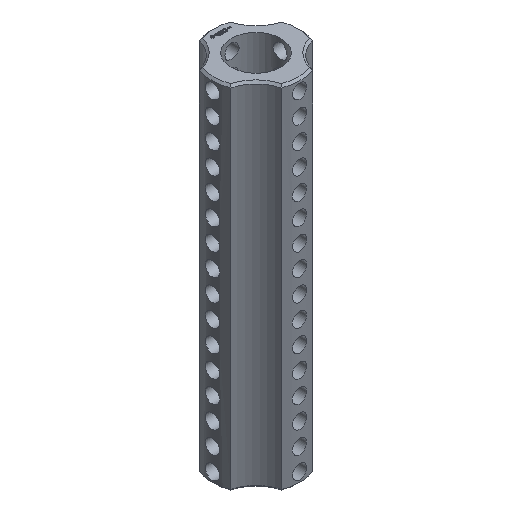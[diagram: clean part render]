
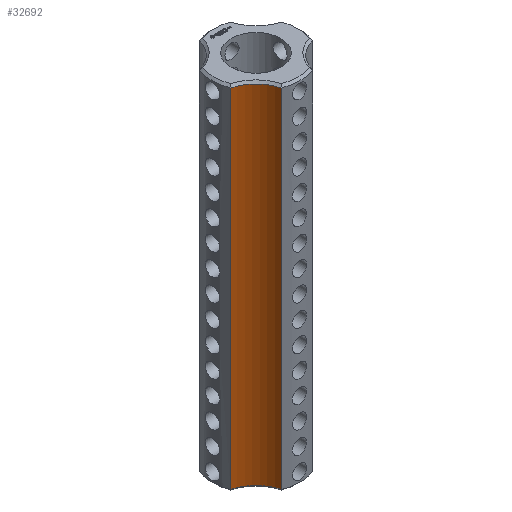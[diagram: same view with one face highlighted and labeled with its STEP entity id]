
A CAD part, isometric view. The second image highlights one B-rep face of the part: STEP entity #32692.
In plain terms, the highlighted cylindrical face has radius 5 mm (diameter 10 mm), a partial arc.
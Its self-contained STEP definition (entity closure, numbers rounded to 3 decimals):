
#3565 = CYLINDRICAL_SURFACE('',#3566,6.25);
#3566 = AXIS2_PLACEMENT_3D('',#3567,#3568,#3569);
#3567 = CARTESIAN_POINT('',(0.,0.,0.));
#3568 = DIRECTION('',(-0.,-0.,-1.));
#3569 = DIRECTION('',(1.,0.,0.));
#8054 = EDGE_CURVE('',#8055,#8057,#8059,.T.);
#8055 = VERTEX_POINT('',#8056);
#8056 = CARTESIAN_POINT('',(-2.225,-5.841,0.3));
#8057 = VERTEX_POINT('',#8058);
#8058 = CARTESIAN_POINT('',(-2.225,-5.841,49.7));
#8059 = SURFACE_CURVE('',#8060,(#8064,#8071),.PCURVE_S1.);
#8060 = LINE('',#8061,#8062);
#8061 = CARTESIAN_POINT('',(-2.225,-5.841,0.));
#8062 = VECTOR('',#8063,1.);
#8063 = DIRECTION('',(0.,0.,1.));
#8064 = PCURVE('',#3565,#8065);
#8065 = DEFINITIONAL_REPRESENTATION('',(#8066),#8070);
#8066 = LINE('',#8067,#8068);
#8067 = CARTESIAN_POINT('',(-4.348,0.));
#8068 = VECTOR('',#8069,1.);
#8069 = DIRECTION('',(-0.,-1.));
#8070 = ( GEOMETRIC_REPRESENTATION_CONTEXT(2) 
PARAMETRIC_REPRESENTATION_CONTEXT() REPRESENTATION_CONTEXT('2D SPACE',''
  ) );
#8071 = PCURVE('',#8072,#8077);
#8072 = CYLINDRICAL_SURFACE('',#8073,5.);
#8073 = AXIS2_PLACEMENT_3D('',#8074,#8075,#8076);
#8074 = CARTESIAN_POINT('',(-7.071,-7.071,0.));
#8075 = DIRECTION('',(-0.,-0.,-1.));
#8076 = DIRECTION('',(1.,0.,0.));
#8077 = DEFINITIONAL_REPRESENTATION('',(#8078),#8082);
#8078 = LINE('',#8079,#8080);
#8079 = CARTESIAN_POINT('',(-0.249,0.));
#8080 = VECTOR('',#8081,1.);
#8081 = DIRECTION('',(-0.,-1.));
#8082 = ( GEOMETRIC_REPRESENTATION_CONTEXT(2) 
PARAMETRIC_REPRESENTATION_CONTEXT() REPRESENTATION_CONTEXT('2D SPACE',''
  ) );
#10915 = CONICAL_SURFACE('',#10916,5.,0.785);
#10916 = AXIS2_PLACEMENT_3D('',#10917,#10918,#10919);
#10917 = CARTESIAN_POINT('',(-7.071,-7.071,0.3));
#10918 = DIRECTION('',(-0.,-0.,-1.));
#10919 = DIRECTION('',(0.969,0.246,0.));
#11117 = CONICAL_SURFACE('',#11118,5.,0.785);
#11118 = AXIS2_PLACEMENT_3D('',#11119,#11120,#11121);
#11119 = CARTESIAN_POINT('',(-7.071,-7.071,49.7));
#11120 = DIRECTION('',(0.,0.,1.));
#11121 = DIRECTION('',(0.969,0.246,0.));
#32692 = ADVANCED_FACE('',(#32693),#8072,.F.);
#32693 = FACE_BOUND('',#32694,.T.);
#32694 = EDGE_LOOP('',(#32695,#32696,#32720,#32748));
#32695 = ORIENTED_EDGE('',*,*,#8054,.T.);
#32696 = ORIENTED_EDGE('',*,*,#32697,.T.);
#32697 = EDGE_CURVE('',#8057,#32698,#32700,.T.);
#32698 = VERTEX_POINT('',#32699);
#32699 = CARTESIAN_POINT('',(-5.841,-2.225,49.7));
#32700 = SURFACE_CURVE('',#32701,(#32706,#32713),.PCURVE_S1.);
#32701 = CIRCLE('',#32702,5.);
#32702 = AXIS2_PLACEMENT_3D('',#32703,#32704,#32705);
#32703 = CARTESIAN_POINT('',(-7.071,-7.071,49.7));
#32704 = DIRECTION('',(0.,-0.,1.));
#32705 = DIRECTION('',(0.969,0.246,0.));
#32706 = PCURVE('',#8072,#32707);
#32707 = DEFINITIONAL_REPRESENTATION('',(#32708),#32712);
#32708 = LINE('',#32709,#32710);
#32709 = CARTESIAN_POINT('',(-0.249,-49.7));
#32710 = VECTOR('',#32711,1.);
#32711 = DIRECTION('',(-1.,0.));
#32712 = ( GEOMETRIC_REPRESENTATION_CONTEXT(2) 
PARAMETRIC_REPRESENTATION_CONTEXT() REPRESENTATION_CONTEXT('2D SPACE',''
  ) );
#32713 = PCURVE('',#11117,#32714);
#32714 = DEFINITIONAL_REPRESENTATION('',(#32715),#32719);
#32715 = LINE('',#32716,#32717);
#32716 = CARTESIAN_POINT('',(0.,0.));
#32717 = VECTOR('',#32718,1.);
#32718 = DIRECTION('',(1.,0.));
#32719 = ( GEOMETRIC_REPRESENTATION_CONTEXT(2) 
PARAMETRIC_REPRESENTATION_CONTEXT() REPRESENTATION_CONTEXT('2D SPACE',''
  ) );
#32720 = ORIENTED_EDGE('',*,*,#32721,.F.);
#32721 = EDGE_CURVE('',#32722,#32698,#32724,.T.);
#32722 = VERTEX_POINT('',#32723);
#32723 = CARTESIAN_POINT('',(-5.841,-2.225,0.3));
#32724 = SURFACE_CURVE('',#32725,(#32729,#32736),.PCURVE_S1.);
#32725 = LINE('',#32726,#32727);
#32726 = CARTESIAN_POINT('',(-5.841,-2.225,0.));
#32727 = VECTOR('',#32728,1.);
#32728 = DIRECTION('',(0.,0.,1.));
#32729 = PCURVE('',#8072,#32730);
#32730 = DEFINITIONAL_REPRESENTATION('',(#32731),#32735);
#32731 = LINE('',#32732,#32733);
#32732 = CARTESIAN_POINT('',(-1.322,0.));
#32733 = VECTOR('',#32734,1.);
#32734 = DIRECTION('',(-0.,-1.));
#32735 = ( GEOMETRIC_REPRESENTATION_CONTEXT(2) 
PARAMETRIC_REPRESENTATION_CONTEXT() REPRESENTATION_CONTEXT('2D SPACE',''
  ) );
#32736 = PCURVE('',#32737,#32742);
#32737 = CYLINDRICAL_SURFACE('',#32738,6.25);
#32738 = AXIS2_PLACEMENT_3D('',#32739,#32740,#32741);
#32739 = CARTESIAN_POINT('',(0.,0.,0.));
#32740 = DIRECTION('',(-0.,-0.,-1.));
#32741 = DIRECTION('',(1.,0.,0.));
#32742 = DEFINITIONAL_REPRESENTATION('',(#32743),#32747);
#32743 = LINE('',#32744,#32745);
#32744 = CARTESIAN_POINT('',(-3.506,0.));
#32745 = VECTOR('',#32746,1.);
#32746 = DIRECTION('',(-0.,-1.));
#32747 = ( GEOMETRIC_REPRESENTATION_CONTEXT(2) 
PARAMETRIC_REPRESENTATION_CONTEXT() REPRESENTATION_CONTEXT('2D SPACE',''
  ) );
#32748 = ORIENTED_EDGE('',*,*,#32749,.F.);
#32749 = EDGE_CURVE('',#8055,#32722,#32750,.T.);
#32750 = SURFACE_CURVE('',#32751,(#32756,#32763),.PCURVE_S1.);
#32751 = CIRCLE('',#32752,5.);
#32752 = AXIS2_PLACEMENT_3D('',#32753,#32754,#32755);
#32753 = CARTESIAN_POINT('',(-7.071,-7.071,0.3));
#32754 = DIRECTION('',(0.,-0.,1.));
#32755 = DIRECTION('',(0.969,0.246,0.));
#32756 = PCURVE('',#8072,#32757);
#32757 = DEFINITIONAL_REPRESENTATION('',(#32758),#32762);
#32758 = LINE('',#32759,#32760);
#32759 = CARTESIAN_POINT('',(-0.249,-0.3));
#32760 = VECTOR('',#32761,1.);
#32761 = DIRECTION('',(-1.,0.));
#32762 = ( GEOMETRIC_REPRESENTATION_CONTEXT(2) 
PARAMETRIC_REPRESENTATION_CONTEXT() REPRESENTATION_CONTEXT('2D SPACE',''
  ) );
#32763 = PCURVE('',#10915,#32764);
#32764 = DEFINITIONAL_REPRESENTATION('',(#32765),#32769);
#32765 = LINE('',#32766,#32767);
#32766 = CARTESIAN_POINT('',(-0.,0.));
#32767 = VECTOR('',#32768,1.);
#32768 = DIRECTION('',(-1.,0.));
#32769 = ( GEOMETRIC_REPRESENTATION_CONTEXT(2) 
PARAMETRIC_REPRESENTATION_CONTEXT() REPRESENTATION_CONTEXT('2D SPACE',''
  ) );
